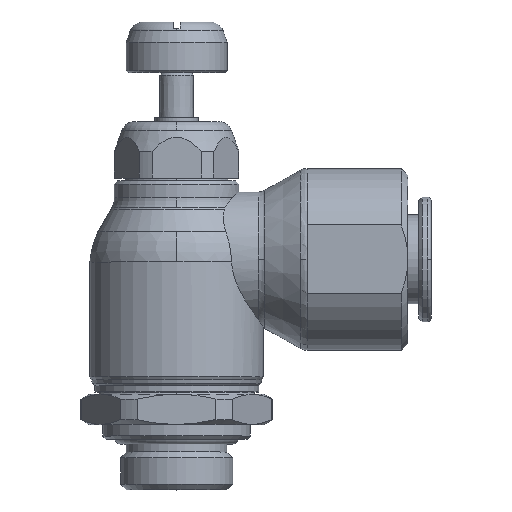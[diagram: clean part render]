
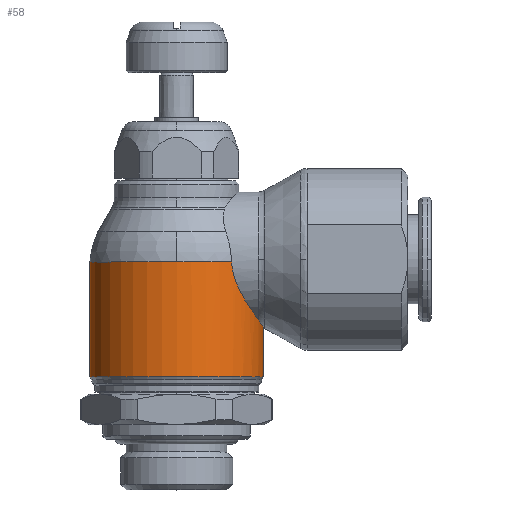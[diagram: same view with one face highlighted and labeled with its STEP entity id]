
A CAD part, top view. The second image highlights one B-rep face of the part: STEP entity #58.
In plain terms, the highlighted cylindrical face has radius 12.9 mm (diameter 25.8 mm), a partial arc.
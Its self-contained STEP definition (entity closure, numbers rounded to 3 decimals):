
#58=ADVANCED_FACE('',(#234),#235,.T.);
#234=FACE_OUTER_BOUND('',#572,.T.);
#235=CYLINDRICAL_SURFACE('',#573,12.9);
#572=EDGE_LOOP('',(#975,#976,#977,#978,#979,#980,#981));
#573=AXIS2_PLACEMENT_3D('',#982,#983,#984);
#975=ORIENTED_EDGE('',*,*,#2209,.F.);
#976=ORIENTED_EDGE('',*,*,#2210,.T.);
#977=ORIENTED_EDGE('',*,*,#2211,.F.);
#978=ORIENTED_EDGE('',*,*,#2212,.T.);
#979=ORIENTED_EDGE('',*,*,#2213,.T.);
#980=ORIENTED_EDGE('',*,*,#2207,.F.);
#981=ORIENTED_EDGE('',*,*,#2214,.F.);
#982=CARTESIAN_POINT('',(0.0,25.312,0.0));
#983=DIRECTION('',(0.0,1.0,0.0));
#984=DIRECTION('',(-1.0,0.0,0.0));
#2207=EDGE_CURVE('',#2637,#2639,#2640,.T.);
#2209=EDGE_CURVE('',#2642,#2643,#2644,.T.);
#2210=EDGE_CURVE('',#2642,#2645,#2646,.T.);
#2211=EDGE_CURVE('',#2647,#2645,#2648,.T.);
#2212=EDGE_CURVE('',#2647,#2649,#2650,.T.);
#2213=EDGE_CURVE('',#2649,#2639,#2651,.T.);
#2214=EDGE_CURVE('',#2643,#2637,#2652,.T.);
#2637=VERTEX_POINT('',#3367);
#2639=VERTEX_POINT('',#3369);
#2640=CIRCLE('',#3370,12.9);
#2642=VERTEX_POINT('',#3393);
#2643=VERTEX_POINT('',#3394);
#2644=LINE('',#3395,#3396);
#2645=VERTEX_POINT('',#3397);
#2646=CIRCLE('',#3398,12.9);
#2647=VERTEX_POINT('',#3399);
#2648=LINE('',#3400,#3401);
#2649=VERTEX_POINT('',#3402);
#2650=B_SPLINE_CURVE_WITH_KNOTS('',3,(#3403,#3404,#3405,#3406,#3407,#3408,#3409,#3410,#3411,#3412,#3413,#3414,#3415,#3416),.UNSPECIFIED.,.F.,.F.,(4,2,2,2,2,2,4),(0.0,2.879,4.179,5.157,6.35,8.983,9.507),.UNSPECIFIED.);
#2651=B_SPLINE_CURVE_WITH_KNOTS('',3,(#3417,#3418,#3419,#3420,#3421,#3422,#3423,#3424,#3425,#3426,#3427,#3428,#3429,#3430,#3431,#3432),.UNSPECIFIED.,.F.,.F.,(4,2,2,2,2,2,2,4),(20.002,21.981,23.96,25.992,28.023,30.054,31.07,32.086),.UNSPECIFIED.);
#2652=CIRCLE('',#3433,12.9);
#3367=CARTESIAN_POINT('',(0.,33.842,12.9));
#3369=CARTESIAN_POINT('',(8.159,33.842,9.992));
#3370=AXIS2_PLACEMENT_3D('',#4915,#4916,#4917);
#3393=CARTESIAN_POINT('',(-12.9,16.783,0.0));
#3394=CARTESIAN_POINT('',(-12.9,33.842,0.));
#3395=CARTESIAN_POINT('',(-12.9,25.312,0.));
#3396=VECTOR('',#4918,1.0);
#3397=CARTESIAN_POINT('',(12.9,16.783,0.));
#3398=AXIS2_PLACEMENT_3D('',#4919,#4920,#4921);
#3399=CARTESIAN_POINT('',(12.9,24.087,0.));
#3400=CARTESIAN_POINT('',(12.9,25.312,0.));
#3401=VECTOR('',#4922,1.0);
#3402=CARTESIAN_POINT('',(12.108,25.295,4.45));
#3403=CARTESIAN_POINT('',(12.108,25.295,-4.45));
#3404=CARTESIAN_POINT('',(12.408,24.889,-3.633));
#3405=CARTESIAN_POINT('',(12.634,24.527,-2.77));
#3406=CARTESIAN_POINT('',(12.828,24.209,-1.428));
#3407=CARTESIAN_POINT('',(12.868,24.141,-1.004));
#3408=CARTESIAN_POINT('',(12.902,24.084,-0.248));
#3409=CARTESIAN_POINT('',(12.904,24.08,0.077));
#3410=CARTESIAN_POINT('',(12.881,24.118,0.799));
#3411=CARTESIAN_POINT('',(12.851,24.17,1.19));
#3412=CARTESIAN_POINT('',(12.698,24.423,2.43));
#3413=CARTESIAN_POINT('',(12.514,24.723,3.235));
#3414=CARTESIAN_POINT('',(12.215,25.148,4.151));
#3415=CARTESIAN_POINT('',(12.163,25.221,4.301));
#3416=CARTESIAN_POINT('',(12.108,25.295,4.45));
#3417=CARTESIAN_POINT('',(12.292,25.048,3.914));
#3418=CARTESIAN_POINT('',(12.097,25.308,4.526));
#3419=CARTESIAN_POINT('',(11.861,25.628,5.106));
#3420=CARTESIAN_POINT('',(11.346,26.351,6.166));
#3421=CARTESIAN_POINT('',(11.067,26.756,6.648));
#3422=CARTESIAN_POINT('',(10.505,27.613,7.505));
#3423=CARTESIAN_POINT('',(10.199,28.101,7.912));
#3424=CARTESIAN_POINT('',(9.597,29.163,8.633));
#3425=CARTESIAN_POINT('',(9.3,29.736,8.948));
#3426=CARTESIAN_POINT('',(8.776,30.946,9.461));
#3427=CARTESIAN_POINT('',(8.551,31.584,9.661));
#3428=CARTESIAN_POINT('',(8.315,32.569,9.863));
#3429=CARTESIAN_POINT('',(8.253,32.902,9.914));
#3430=CARTESIAN_POINT('',(8.171,33.573,9.983));
#3431=CARTESIAN_POINT('',(8.149,33.911,10.0));
#3432=CARTESIAN_POINT('',(8.149,34.25,10.0));
#3433=AXIS2_PLACEMENT_3D('',#4923,#4924,#4925);
#4915=CARTESIAN_POINT('',(0.0,33.842,0.0));
#4916=DIRECTION('',(0.0,1.0,0.0));
#4917=DIRECTION('',(-1.0,0.0,0.0));
#4918=DIRECTION('',(0.0,1.0,0.0));
#4919=CARTESIAN_POINT('',(0.0,16.783,0.0));
#4920=DIRECTION('',(0.0,1.0,0.0));
#4921=DIRECTION('',(-1.0,0.0,0.0));
#4922=DIRECTION('',(-0.0,-1.0,-0.0));
#4923=CARTESIAN_POINT('',(0.0,33.842,0.0));
#4924=DIRECTION('',(0.0,1.0,0.0));
#4925=DIRECTION('',(-1.0,0.0,0.0));
